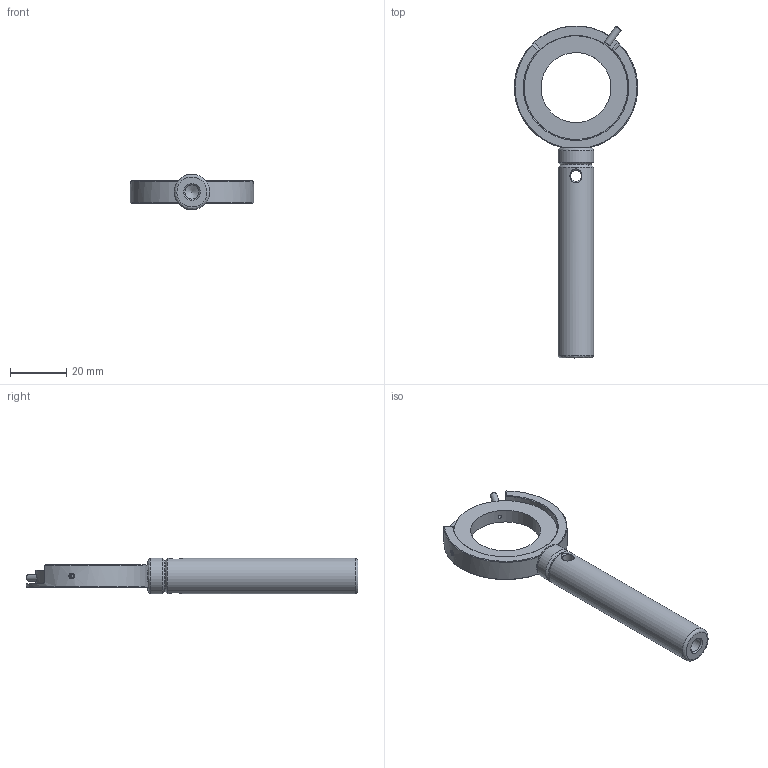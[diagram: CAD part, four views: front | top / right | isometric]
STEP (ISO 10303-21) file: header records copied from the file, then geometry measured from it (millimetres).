
FILE_DESCRIPTION (( 'STEP AP203' ), '1' );
FILE_NAME ('528006.STEP', '2023-10-07T02:42:44', ( 'Windows User' ), ( 'P R C' ), 'SwSTEP 2.0', 'SolidWorks 2020', '' );
FILE_SCHEMA (( 'CONFIG_CONTROL_DESIGN' ));
Length unit declared in the file: millimetre
Products named in the file (1): 528006
Bounding box: 43.99 x 118.5 x 12.7 mm (x, y, z)
Volume: 14821.2 mm3; surface area: 9023.5 mm2
Topology: 6 solids, 6 shells, 95 faces, 217 edges, 140 vertices
Faces by surface type: plane 42, cylinder 23, cone 22, bspline 8
Full cylindrical faces by diameter (mm): 1.25 x1, 1.4 x1, 1.6 x3, 2 x2, 2.4 x1, 3.3 x2, 4 x2, 5 x1, 12.7 x2, 25 x1, 33 x1, 37 x1, 37.25 x1
Entity records: 7036 total; most frequent: CARTESIAN_POINT 5147, DIRECTION 348, ORIENTED_EDGE 312, EDGE_LOOP 160, EDGE_CURVE 156, AXIS2_PLACEMENT_3D 149, VERTEX_POINT 124, FACE_OUTER_BOUND 122
